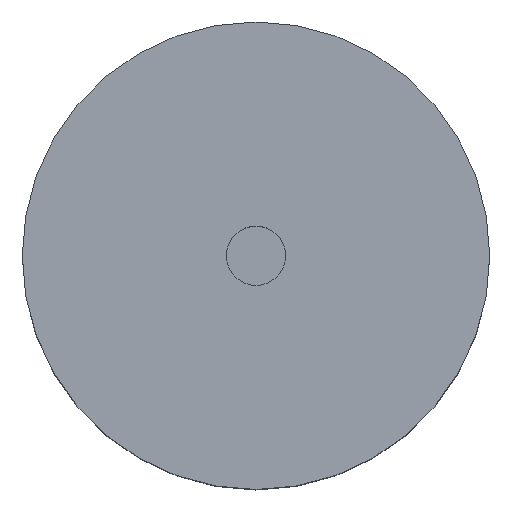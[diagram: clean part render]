
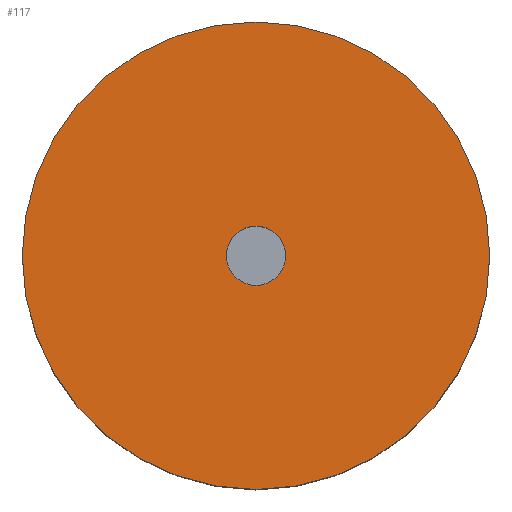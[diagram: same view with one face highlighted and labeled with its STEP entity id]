
A CAD part, top view. The second image highlights one B-rep face of the part: STEP entity #117.
In plain terms, the highlighted planar face has unit normal (0, 0, 1).
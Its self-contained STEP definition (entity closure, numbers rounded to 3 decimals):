
#19=FACE_BOUND('',#42,.T.);
#21=PLANE('',#148);
#30=FACE_OUTER_BOUND('',#41,.T.);
#41=EDGE_LOOP('',(#95));
#42=EDGE_LOOP('',(#96));
#58=CIRCLE('',#142,0.543);
#60=CIRCLE('',#146,4.285);
#66=VERTEX_POINT('',#206);
#68=VERTEX_POINT('',#213);
#74=EDGE_CURVE('',#66,#66,#58,.T.);
#77=EDGE_CURVE('',#68,#68,#60,.T.);
#95=ORIENTED_EDGE('',*,*,#77,.T.);
#96=ORIENTED_EDGE('',*,*,#74,.T.);
#117=ADVANCED_FACE('',(#30,#19),#21,.T.);
#142=AXIS2_PLACEMENT_3D('',#207,#164,#165);
#146=AXIS2_PLACEMENT_3D('',#214,#173,#174);
#148=AXIS2_PLACEMENT_3D('',#218,#178,#179);
#164=DIRECTION('center_axis',(0.,0.,-1.));
#165=DIRECTION('ref_axis',(-1.,0.,0.));
#173=DIRECTION('center_axis',(0.,0.,1.));
#174=DIRECTION('ref_axis',(1.,0.,0.));
#178=DIRECTION('center_axis',(0.,0.,1.));
#179=DIRECTION('ref_axis',(1.,0.,0.));
#206=CARTESIAN_POINT('',(3.543,0.,5.));
#207=CARTESIAN_POINT('Origin',(3.,0.,5.));
#213=CARTESIAN_POINT('',(-1.285,0.,5.));
#214=CARTESIAN_POINT('Origin',(3.,0.,5.));
#218=CARTESIAN_POINT('Origin',(3.,0.,5.));
